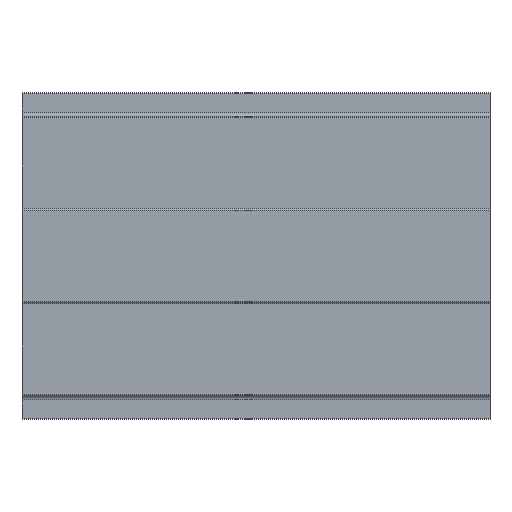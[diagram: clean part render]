
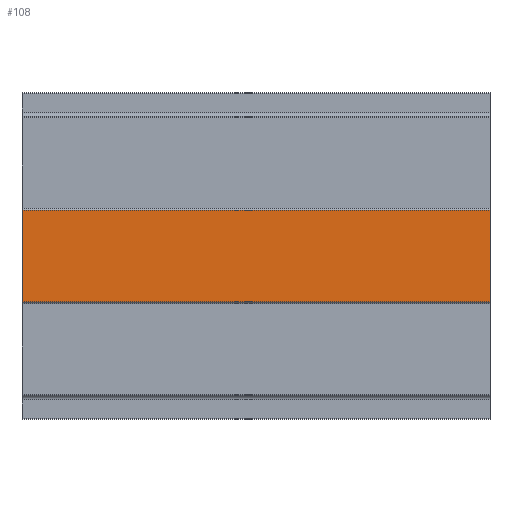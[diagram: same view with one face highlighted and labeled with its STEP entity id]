
A CAD part, left-side view. The second image highlights one B-rep face of the part: STEP entity #108.
In plain terms, the highlighted planar face has unit normal (-1, 0, 0).
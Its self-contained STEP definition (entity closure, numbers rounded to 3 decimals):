
#108 = ADVANCED_FACE( '', ( #218 ), #219, .T. );
#218 = FACE_OUTER_BOUND( '', #327, .T. );
#219 = PLANE( '', #328 );
#327 = EDGE_LOOP( '', ( #611, #612, #613, #614 ) );
#328 = AXIS2_PLACEMENT_3D( '', #615, #616, #617 );
#611 = ORIENTED_EDGE( '', *, *, #709, .F. );
#612 = ORIENTED_EDGE( '', *, *, #768, .F. );
#613 = ORIENTED_EDGE( '', *, *, #788, .T. );
#614 = ORIENTED_EDGE( '', *, *, #800, .T. );
#615 = CARTESIAN_POINT( '', ( -3.6, 100., -9.8 ) );
#616 = DIRECTION( '', ( -1., 0., 0. ) );
#617 = DIRECTION( '', ( 0., 0., 1. ) );
#709 = EDGE_CURVE( '', #859, #861, #862, .T. );
#768 = EDGE_CURVE( '', #952, #859, #954, .T. );
#788 = EDGE_CURVE( '', #952, #980, #982, .T. );
#800 = EDGE_CURVE( '', #980, #861, #994, .T. );
#859 = VERTEX_POINT( '', #1068 );
#861 = VERTEX_POINT( '', #1070 );
#862 = LINE( '', #1071, #1072 );
#952 = VERTEX_POINT( '', #1191 );
#954 = LINE( '', #1193, #1194 );
#980 = VERTEX_POINT( '', #1228 );
#982 = LINE( '', #1230, #1231 );
#994 = LINE( '', #1248, #1249 );
#1068 = CARTESIAN_POINT( '', ( -3.6, 0., 9.8 ) );
#1070 = CARTESIAN_POINT( '', ( -3.6, 0., -9.8 ) );
#1071 = CARTESIAN_POINT( '', ( -3.6, 0., -9.8 ) );
#1072 = VECTOR( '', #1300, 1000. );
#1191 = CARTESIAN_POINT( '', ( -3.6, 100., 9.8 ) );
#1193 = CARTESIAN_POINT( '', ( -3.6, 100., 9.8 ) );
#1194 = VECTOR( '', #1384, 1000. );
#1228 = CARTESIAN_POINT( '', ( -3.6, 100., -9.8 ) );
#1230 = CARTESIAN_POINT( '', ( -3.6, 100., -9.8 ) );
#1231 = VECTOR( '', #1414, 1000. );
#1248 = CARTESIAN_POINT( '', ( -3.6, 100., -9.8 ) );
#1249 = VECTOR( '', #1420, 1000. );
#1300 = DIRECTION( '', ( 0., 0., -1. ) );
#1384 = DIRECTION( '', ( 0., -1., 0. ) );
#1414 = DIRECTION( '', ( 0., 0., -1. ) );
#1420 = DIRECTION( '', ( 0., -1., 0. ) );
